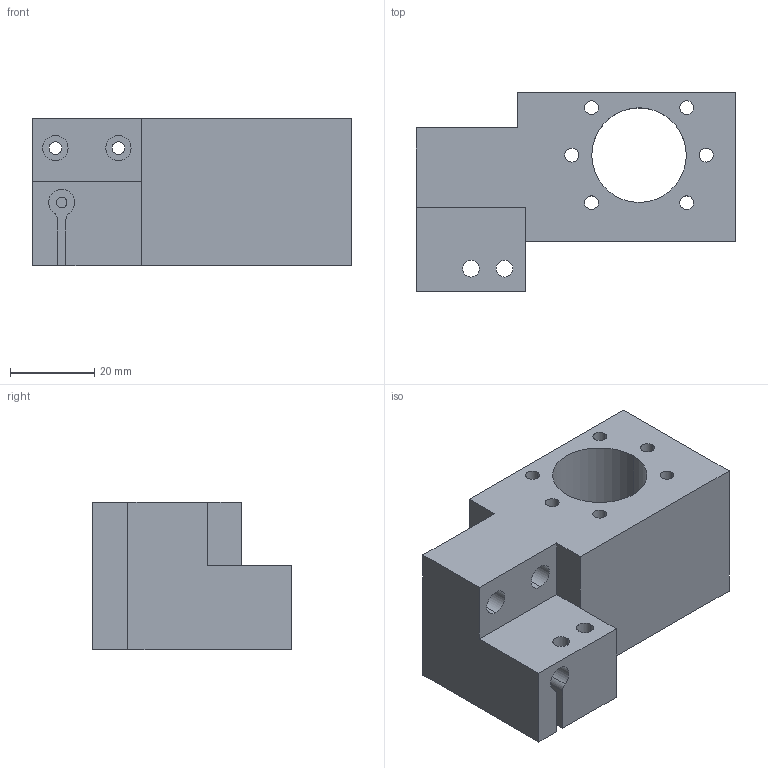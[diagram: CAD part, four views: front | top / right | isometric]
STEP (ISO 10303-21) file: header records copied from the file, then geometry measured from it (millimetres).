
FILE_DESCRIPTION (( 'STEP AP214' ), '1' );
FILE_NAME ('等蹈蟀諉璃-1204.STEP', '2025-10-24T05:14:28', ( '' ), ( '' ), 'SwSTEP 2.0', 'SolidWorks 2023', '' );
FILE_SCHEMA (( 'AUTOMOTIVE_DESIGN' ));
Length unit declared in the file: millimetre
Products named in the file (1): 单列连接件-1204
Bounding box: 76 x 47.5 x 35 mm (x, y, z)
Volume: 66935.5 mm3; surface area: 18768 mm2
Topology: 1 solids, 1 shells, 61 faces, 161 edges, 107 vertices
Faces by surface type: cylinder 38, plane 23
Entity records: 1990 total; most frequent: DIRECTION 361, CARTESIAN_POINT 330, ORIENTED_EDGE 322, EDGE_CURVE 161, AXIS2_PLACEMENT_3D 138, VERTEX_POINT 107, EDGE_LOOP 88, LINE 85
